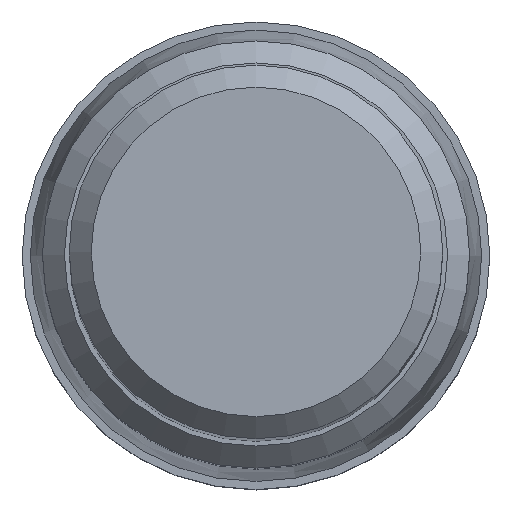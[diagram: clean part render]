
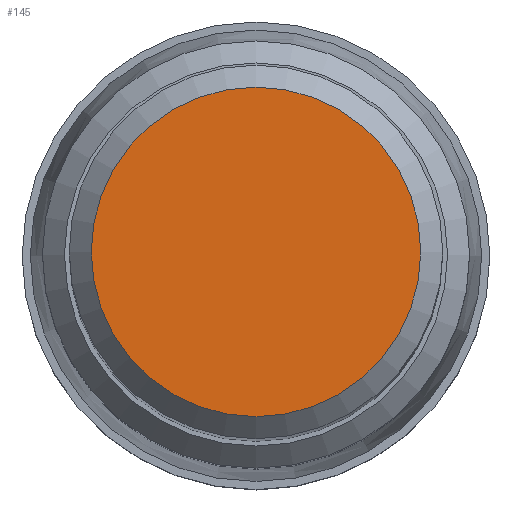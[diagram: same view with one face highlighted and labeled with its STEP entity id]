
A CAD part, top view. The second image highlights one B-rep face of the part: STEP entity #145.
In plain terms, the highlighted planar face has unit normal (0, 0, 1).
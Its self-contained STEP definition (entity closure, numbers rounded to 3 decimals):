
#115=FACE_OUTER_BOUND('',#213,.T.);
#119=PLANE('',#342);
#145=ADVANCED_FACE('',(#115),#119,.T.);
#213=EDGE_LOOP('',(#249));
#249=ORIENTED_EDGE('',*,*,#291,.T.);
#273=VERTEX_POINT('',#469);
#291=EDGE_CURVE('',#273,#273,#309,.T.);
#309=CIRCLE('',#341,11.2);
#341=AXIS2_PLACEMENT_3D('',#468,#406,#407);
#342=AXIS2_PLACEMENT_3D('',#470,#408,#409);
#406=DIRECTION('',(0.,0.,1.));
#407=DIRECTION('',(1.,0.,0.));
#408=DIRECTION('',(0.,0.,1.));
#409=DIRECTION('',(1.,0.,0.));
#468=CARTESIAN_POINT('',(0.,0.,0.));
#469=CARTESIAN_POINT('',(11.2,0.,0.));
#470=CARTESIAN_POINT('',(0.,0.,0.));
